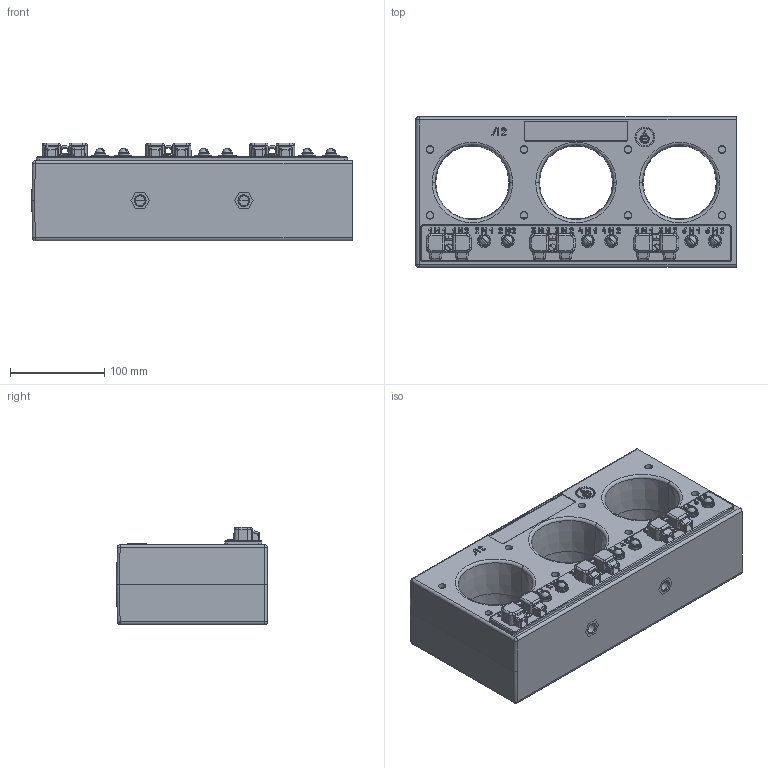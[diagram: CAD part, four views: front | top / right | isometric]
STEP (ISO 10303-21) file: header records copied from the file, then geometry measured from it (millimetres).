
FILE_DESCRIPTION (( 'STEP AP214' ), '1' );
FILE_NAME ('霰迖.671231.029.STEP', '2024-07-26T08:22:46', ( '' ), ( '' ), 'SwSTEP 2.0', 'SolidWorks 2010', '' );
FILE_SCHEMA (( 'AUTOMOTIVE_DESIGN' ));
Length unit declared in the file: millimetre
Products named in the file (1): 霰迖.671231.029
Bounding box: 340 x 160 x 103.5 mm (x, y, z)
Surface area: 313362.4 mm2 (no closed solid volume)
Topology: 0 solids, 39 shells, 1069 faces, 3261 edges, 2177 vertices
Faces by surface type: plane 364, cone 244, bspline 221, cylinder 185, sphere 43, torus 12
Entity records: 53580 total; most frequent: CARTESIAN_POINT 14678, ORIENTED_EDGE 5546, DIRECTION 5409, EDGE_CURVE 3245, VERTEX_POINT 2177, AXIS2_PLACEMENT_3D 2001, VECTOR 1407, LINE 1407
